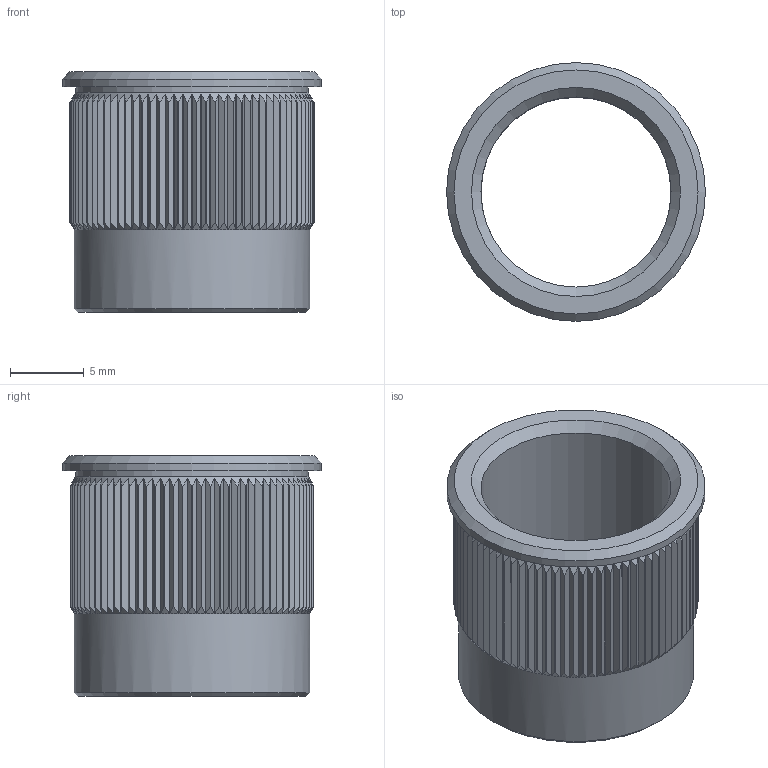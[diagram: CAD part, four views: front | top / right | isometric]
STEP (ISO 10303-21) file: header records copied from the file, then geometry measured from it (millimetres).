
FILE_DESCRIPTION (( 'STEP AP214' ), '1' );
FILE_NAME ('1101-07083-01104.STEP', '2011-04-04T16:43:03', ( '' ), ( '' ), 'SwSTEP 2.0', 'SolidWorks 2010', '' );
FILE_SCHEMA (( 'AUTOMOTIVE_DESIGN' ));
Length unit declared in the file: millimetre
Products named in the file (1): 1101-07083-01104
Bounding box: 17.51 x 17.51 x 16.26 mm (x, y, z)
Volume: 1204.6 mm3; surface area: 1843.7 mm2
Topology: 1 solids, 1 shells, 425 faces, 1096 edges, 675 vertices
Faces by surface type: plane 250, cone 88, cylinder 87
Full cylindrical faces by diameter (mm): 12.85 x1, 12.86 x1, 15.71 x1, 15.91 x1, 17.51 x1
Entity records: 13124 total; most frequent: CARTESIAN_POINT 3406, ORIENTED_EDGE 2160, DIRECTION 1864, EDGE_CURVE 1080, AXIS2_PLACEMENT_3D 768, VERTEX_POINT 670, EDGE_LOOP 440, FACE_OUTER_BOUND 430
